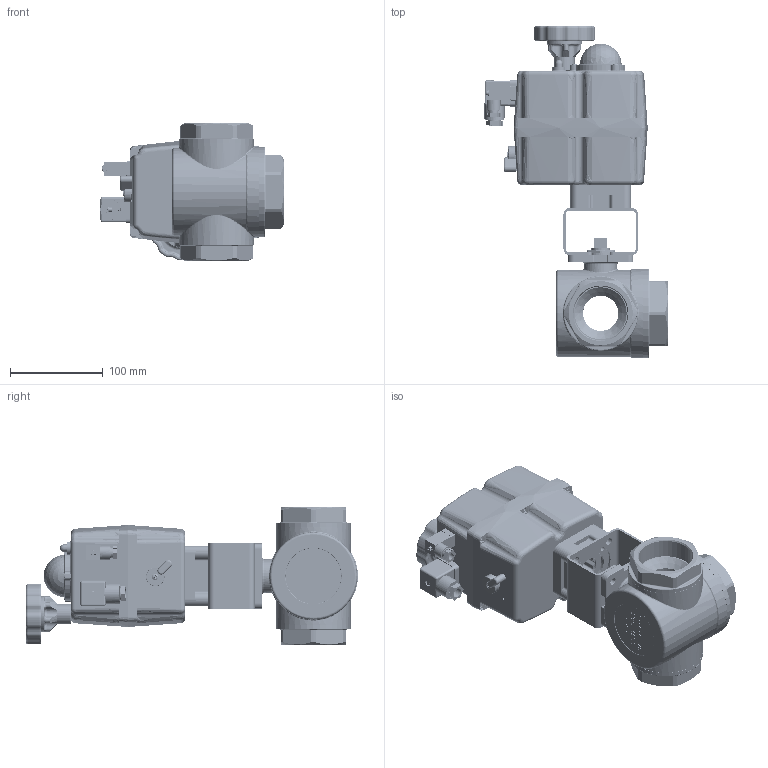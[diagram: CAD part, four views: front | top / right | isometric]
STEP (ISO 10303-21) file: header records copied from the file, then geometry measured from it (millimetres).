
FILE_DESCRIPTION (( 'STEP AP214' ), '1' );
FILE_NAME ('3W-200-000-4 EA85 BKF0707 heco step214.STEP', '2013-04-11T09:51:33', ( 'test' ), ( '' ), 'SwSTEP 2.0', 'SolidWorks 2011', '' );
FILE_SCHEMA (( 'AUTOMOTIVE_DESIGN' ));
Length unit declared in the file: millimetre
Products named in the file (1): 3W-200-000-4 EA85 BKF0707 heco step214
Bounding box: 197.09 x 357 x 148 mm (x, y, z)
Volume: 1307844 mm3; surface area: 393699.3 mm2
Topology: 53 solids, 53 shells, 3936 faces, 9625 edges, 5911 vertices
Faces by surface type: plane 1333, cylinder 989, cone 585, bspline 458, torus 445, sphere 126
Full cylindrical faces by diameter (mm): 1.5 x4, 1.8 x2, 2 x2, 2.5 x8, 3 x46, 3.5 x13, 3.75 x2, 3.8 x1, 3.9 x6, 4 x42, 4.25 x6, 4.5 x4, 5 x13, 5.7 x3, 6 x7, 6.4 x4, 6.5 x4, 6.8 x4, 7 x9, 7.5 x8, 8 x21, 8.05 x1, 8.5 x8, 9 x2, 10 x8, 10.2 x1, 10.5 x1, 10.6 x1, 10.75 x1, 10.8 x1
Entity records: 203477 total; most frequent: CARTESIAN_POINT 74398, DIRECTION 17251, ORIENTED_EDGE 16724, EDGE_CURVE 8362, AXIS2_PLACEMENT_3D 6833, VERTEX_POINT 5684, EDGE_LOOP 5266, FACE_OUTER_BOUND 4332
